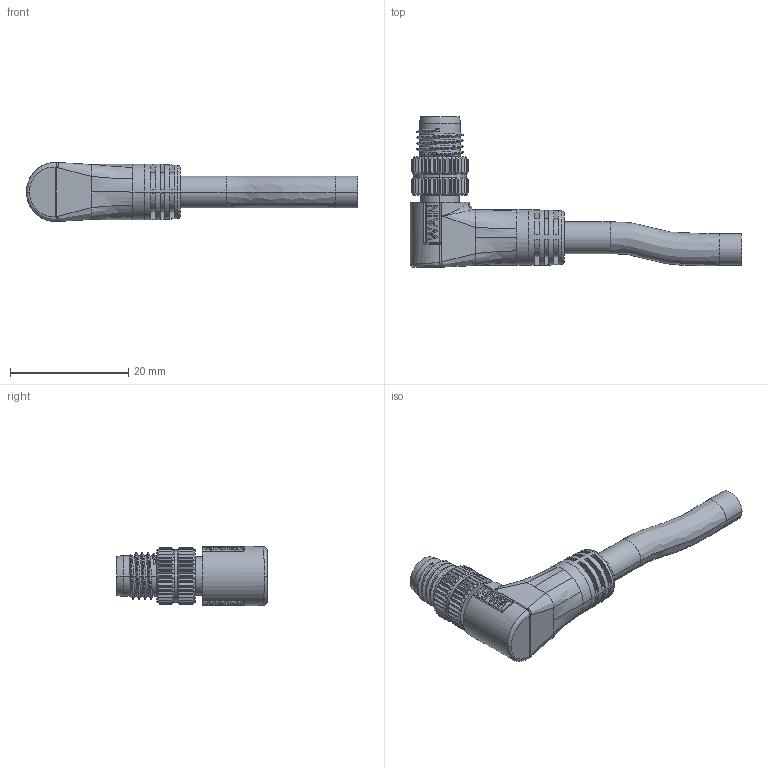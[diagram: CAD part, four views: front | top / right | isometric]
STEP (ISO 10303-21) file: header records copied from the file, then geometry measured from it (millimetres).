
FILE_DESCRIPTION((''),'2;1');
FILE_NAME('M8-MC04-S_SW0001','2024-03-15T',('13288'),(''),'PRO/ENGINEER BY PARAMETRIC TECHNOLOGY CORPORATION, 2012480','PRO/ENGINEER BY PARAMETRIC TECHNOLOGY CORPORATION, 2012480','');
FILE_SCHEMA(('CONFIG_CONTROL_DESIGN'));
Length unit declared in the file: inch
Products named in the file (1): M8-MC04-S_SW0001
Bounding box: 56 x 25.45 x 10 mm (x, y, z)
Volume: 3303 mm3; surface area: 2518.9 mm2
Topology: 1 solids, 1 shells, 516 faces, 1396 edges, 910 vertices
Faces by surface type: plane 289, cylinder 149, bspline 52, cone 10, torus 8, sphere 8
Entity records: 21785 total; most frequent: CARTESIAN_POINT 9982, ORIENTED_EDGE 2776, DIRECTION 1949, EDGE_CURVE 1388, VERTEX_POINT 910, AXIS2_PLACEMENT_3D 712, B_SPLINE_CURVE_WITH_KNOTS 615, EDGE_LOOP 552
